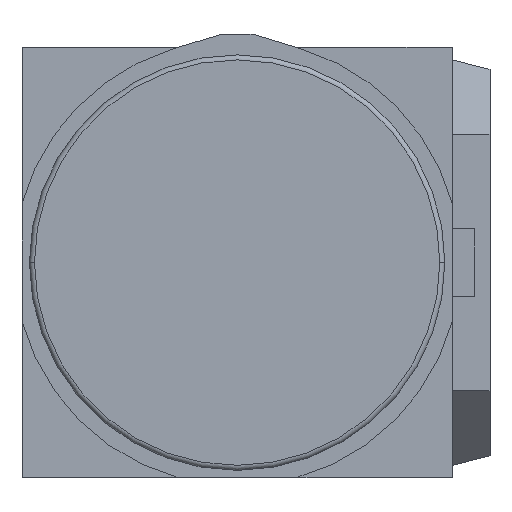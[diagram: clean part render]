
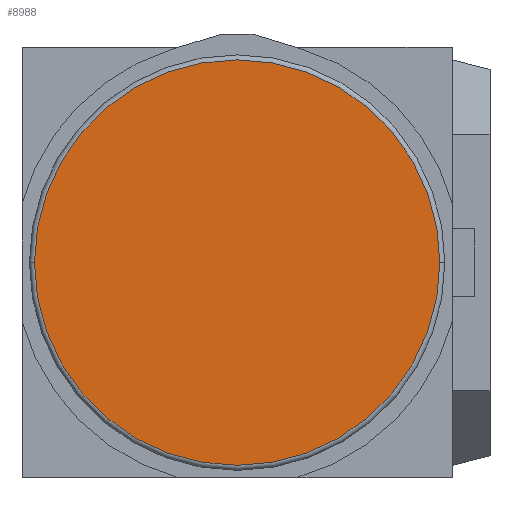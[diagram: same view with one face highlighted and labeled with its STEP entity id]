
A CAD part, front view. The second image highlights one B-rep face of the part: STEP entity #8988.
In plain terms, the highlighted planar face has unit normal (0, -1, 0).
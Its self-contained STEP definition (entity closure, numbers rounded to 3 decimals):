
#8968=CARTESIAN_POINT('POINT578',(20.2,
   -25.4,0.));
#8969=VERTEX_POINT('VERTEX578',#8968);
#8970=CARTESIAN_POINT('POINT579',(-20.2,
   -25.4,0.));
#8971=VERTEX_POINT('VERTEX579',#8970);
#8972=CARTESIAN_POINT('POS963',(0.,
   -25.4,0.));
#8973=DIRECTION('DIR1304',(0.,1.,
   0.));
#8974=DIRECTION('DIR1305',(1.,0.,0.));
#8975=AXIS2_PLACEMENT_3D('AXIS342',#8972,#8973,#8974);
#8976=CIRCLE('ELLIPSE116',#8975,20.2);
#8977=EDGE_CURVE('EDGE880',#8969,#8971,#8976,.T.);
#8978=ORIENTED_EDGE('COEDGE1759',*,*,#8977,.F.);
#8979=EDGE_CURVE('EDGE881',#8971,#8969,#8976,.T.);
#8980=ORIENTED_EDGE('COEDGE1760',*,*,#8979,.F.);
#8981=EDGE_LOOP('NONE',(#8978,#8980));
#8982=FACE_BOUND('LOOP1',#8981,.T.);
#8983=CARTESIAN_POINT('POS964',(6.25,-25.4,
   0.));
#8984=DIRECTION('DIR1306',(0.,-1.,
   0.));
#8985=DIRECTION('DIR1307',(1.,0.,
   0.));
#8986=AXIS2_PLACEMENT_3D('AXIS343',#8983,#8984,#8985);
#8987=PLANE('PLANE182',#8986);
#8988=ADVANCED_FACE('FACE306',(#8982),#8987,.T.);
